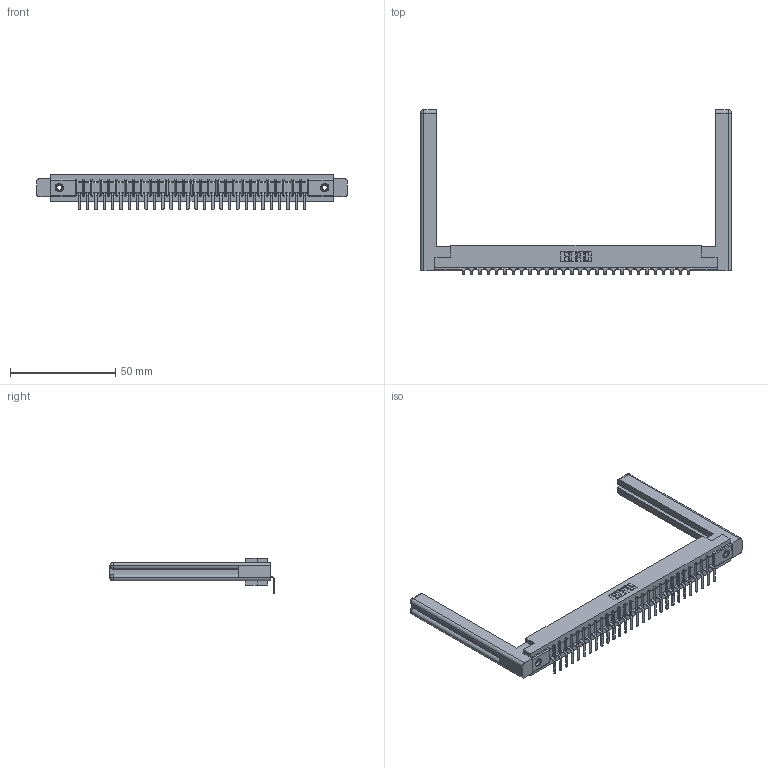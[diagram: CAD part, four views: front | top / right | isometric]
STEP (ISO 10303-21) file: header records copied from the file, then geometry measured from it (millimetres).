
FILE_DESCRIPTION (( 'STEP AP203' ), '1' );
FILE_NAME ('357-028-559-158.STEP', '2022-07-12T21:32:09', ( '' ), ( '' ), 'SwSTEP 2.0', 'SolidWorks 2020', '' );
FILE_SCHEMA (( 'CONFIG_CONTROL_DESIGN' ));
Length unit declared in the file: inch
Products named in the file (5): 307-220-058; 307 Part_.156 Dia Mounting Holes; 345-250-001_345-250-001-102; 357-028-559-158; 307-290-001_558 559 - 1 (Single)
Assembly tree (33 placements, depth 2):
  357-028-559-158
    307 Part_.156 Dia Mounting Holes
    307-290-001_558 559 - 1 (Single)  x28
    307-220-058  x2
    345-250-001_345-250-001-102  x2
Bounding box: 147.57 x 78.02 x 16.8 mm (x, y, z)
Volume: 22419.2 mm3; surface area: 21234 mm2
Topology: 33 solids, 33 shells, 1969 faces, 5549 edges, 3570 vertices
Faces by surface type: plane 1246, cylinder 641, sphere 58, torus 12, cone 12
Entity records: 28467 total; most frequent: CARTESIAN_POINT 4799, ORIENTED_EDGE 4724, DIRECTION 4636, EDGE_CURVE 2362, VECTOR 1802, LINE 1802, VERTEX_POINT 1526, AXIS2_PLACEMENT_3D 1417
